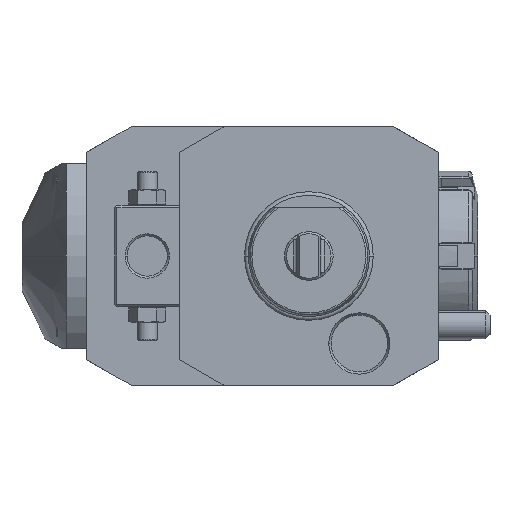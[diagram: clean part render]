
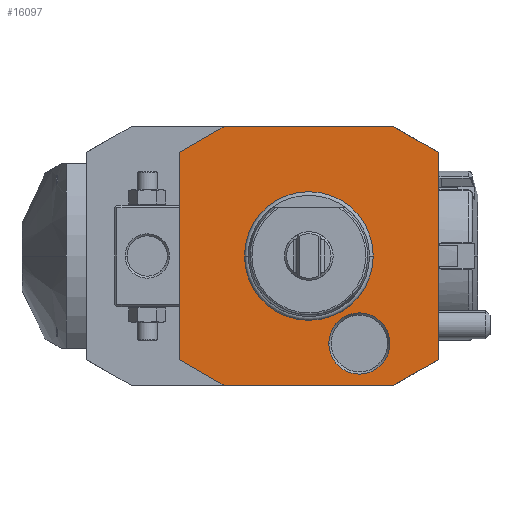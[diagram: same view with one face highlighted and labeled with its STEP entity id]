
A CAD part, front view. The second image highlights one B-rep face of the part: STEP entity #16097.
In plain terms, the highlighted planar face has unit normal (0, -1, 0).
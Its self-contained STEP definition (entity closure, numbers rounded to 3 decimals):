
#5582=DIRECTION('',(0.866,0.,0.5));
#5583=VECTOR('',#5582,12.702);
#5584=CARTESIAN_POINT('',(44.,-41.,-32.));
#5585=LINE('',#5584,#5583);
#5586=DIRECTION('',(1.,0.,0.));
#5587=VECTOR('',#5586,42.);
#5588=CARTESIAN_POINT('',(2.,-41.,-32.));
#5589=LINE('',#5588,#5587);
#5590=DIRECTION('',(0.866,0.,-0.5));
#5591=VECTOR('',#5590,12.702);
#5592=CARTESIAN_POINT('',(-9.,-41.,-25.649));
#5593=LINE('',#5592,#5591);
#5594=DIRECTION('',(0.,0.,-1.));
#5595=VECTOR('',#5594,51.298);
#5596=CARTESIAN_POINT('',(-9.,-41.,25.649));
#5597=LINE('',#5596,#5595);
#5598=DIRECTION('',(-0.866,0.,-0.5));
#5599=VECTOR('',#5598,12.702);
#5600=CARTESIAN_POINT('',(2.,-41.,32.));
#5601=LINE('',#5600,#5599);
#5602=DIRECTION('',(-1.,0.,0.));
#5603=VECTOR('',#5602,42.);
#5604=CARTESIAN_POINT('',(44.,-41.,32.));
#5605=LINE('',#5604,#5603);
#5606=DIRECTION('',(-0.866,0.,0.5));
#5607=VECTOR('',#5606,12.702);
#5608=CARTESIAN_POINT('',(55.,-41.,25.649));
#5609=LINE('',#5608,#5607);
#5610=DIRECTION('',(0.,0.,1.));
#5611=VECTOR('',#5610,51.298);
#5612=CARTESIAN_POINT('',(55.,-41.,-25.649));
#5613=LINE('',#5612,#5611);
#5614=CARTESIAN_POINT('',(35.5,-41.,-21.651));
#5615=DIRECTION('',(0.,1.,0.));
#5616=DIRECTION('',(-1.,0.,0.));
#5617=AXIS2_PLACEMENT_3D('',#5614,#5615,#5616);
#5619=CARTESIAN_POINT('',(35.5,-41.,-21.651));
#5620=DIRECTION('',(0.,1.,0.));
#5621=DIRECTION('',(1.,0.,0.));
#5622=AXIS2_PLACEMENT_3D('',#5619,#5620,#5621);
#7906=CARTESIAN_POINT('',(23.,-41.,0.));
#7907=DIRECTION('',(0.,-1.,0.));
#7908=DIRECTION('',(-1.,0.,0.));
#7909=AXIS2_PLACEMENT_3D('',#7906,#7907,#7908);
#7911=CARTESIAN_POINT('',(23.,-41.,0.));
#7912=DIRECTION('',(0.,-1.,0.));
#7913=DIRECTION('',(1.,0.,0.));
#7914=AXIS2_PLACEMENT_3D('',#7911,#7912,#7913);
#9771=CARTESIAN_POINT('',(27.923,-41.,-21.651));
#9772=CARTESIAN_POINT('',(43.077,-41.,-21.651));
#9773=VERTEX_POINT('',#9771);
#9774=VERTEX_POINT('',#9772);
#10134=CARTESIAN_POINT('',(44.,-41.,-32.));
#10135=CARTESIAN_POINT('',(55.,-41.,-25.649));
#10136=VERTEX_POINT('',#10134);
#10137=VERTEX_POINT('',#10135);
#10138=CARTESIAN_POINT('',(55.,-41.,25.649));
#10139=VERTEX_POINT('',#10138);
#10140=CARTESIAN_POINT('',(44.,-41.,32.));
#10141=VERTEX_POINT('',#10140);
#10142=CARTESIAN_POINT('',(2.,-41.,32.));
#10143=VERTEX_POINT('',#10142);
#10144=CARTESIAN_POINT('',(-9.,-41.,25.649));
#10145=VERTEX_POINT('',#10144);
#10146=CARTESIAN_POINT('',(-9.,-41.,-25.649));
#10147=VERTEX_POINT('',#10146);
#10148=CARTESIAN_POINT('',(2.,-41.,-32.));
#10149=VERTEX_POINT('',#10148);
#10354=CARTESIAN_POINT('',(7.217,-41.,0.));
#10355=CARTESIAN_POINT('',(38.783,-41.,0.));
#10356=VERTEX_POINT('',#10354);
#10357=VERTEX_POINT('',#10355);
#16068=CARTESIAN_POINT('',(23.,-41.,0.));
#16069=DIRECTION('',(0.,-1.,0.));
#16070=DIRECTION('',(1.,0.,0.));
#16071=AXIS2_PLACEMENT_3D('',#16068,#16069,#16070);
#16072=PLANE('',#16071);
#16073=ORIENTED_EDGE('',*,*,#10607,.F.);
#16074=ORIENTED_EDGE('',*,*,#10626,.F.);
#16075=ORIENTED_EDGE('',*,*,#10653,.F.);
#16077=ORIENTED_EDGE('',*,*,#16076,.F.);
#16078=ORIENTED_EDGE('',*,*,#16060,.F.);
#16079=ORIENTED_EDGE('',*,*,#10482,.F.);
#16080=ORIENTED_EDGE('',*,*,#10513,.F.);
#16082=ORIENTED_EDGE('',*,*,#16081,.F.);
#16083=EDGE_LOOP('',(#16073,#16074,#16075,#16077,#16078,#16079,#16080,#16082));
#16084=FACE_OUTER_BOUND('',#16083,.F.);
#16086=ORIENTED_EDGE('',*,*,#16085,.T.);
#16088=ORIENTED_EDGE('',*,*,#16087,.T.);
#16089=EDGE_LOOP('',(#16086,#16088));
#16090=FACE_BOUND('',#16089,.F.);
#16092=ORIENTED_EDGE('',*,*,#16091,.F.);
#16094=ORIENTED_EDGE('',*,*,#16093,.F.);
#16095=EDGE_LOOP('',(#16092,#16094));
#16096=FACE_BOUND('',#16095,.F.);
#5618=CIRCLE('',#5617,7.577);
#5623=CIRCLE('',#5622,7.577);
#7910=CIRCLE('',#7909,15.783);
#7915=CIRCLE('',#7914,15.783);
#10482=EDGE_CURVE('',#10141,#10143,#5605,.T.);
#10513=EDGE_CURVE('',#10139,#10141,#5609,.T.);
#10607=EDGE_CURVE('',#10136,#10137,#5585,.T.);
#10626=EDGE_CURVE('',#10149,#10136,#5589,.T.);
#10653=EDGE_CURVE('',#10147,#10149,#5593,.T.);
#16060=EDGE_CURVE('',#10143,#10145,#5601,.T.);
#16076=EDGE_CURVE('',#10145,#10147,#5597,.T.);
#16081=EDGE_CURVE('',#10137,#10139,#5613,.T.);
#16085=EDGE_CURVE('',#10356,#10357,#7910,.T.);
#16087=EDGE_CURVE('',#10357,#10356,#7915,.T.);
#16091=EDGE_CURVE('',#9773,#9774,#5618,.T.);
#16093=EDGE_CURVE('',#9774,#9773,#5623,.T.);
#16097=ADVANCED_FACE('',(#16084,#16090,#16096),#16072,.T.);
